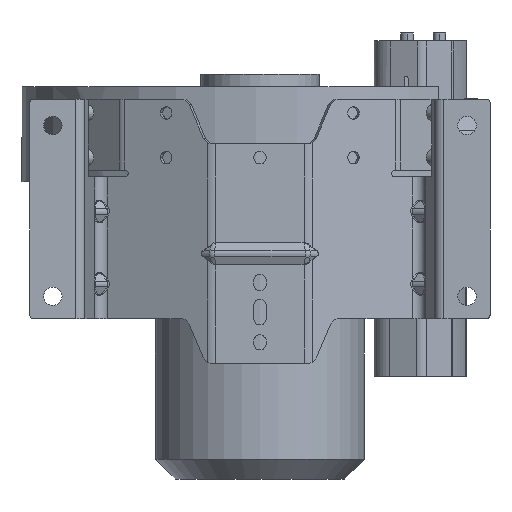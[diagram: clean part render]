
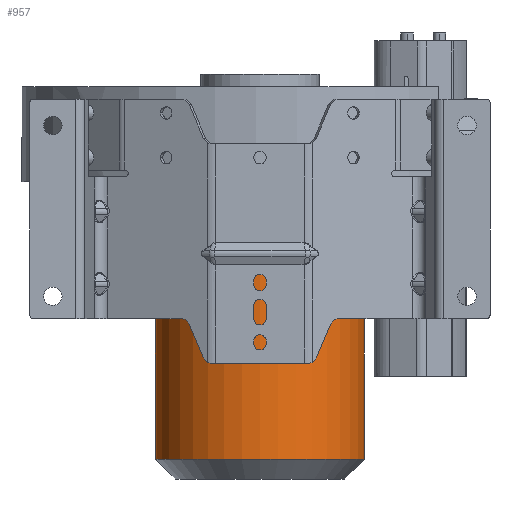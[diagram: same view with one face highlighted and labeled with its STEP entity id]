
A CAD part, front view. The second image highlights one B-rep face of the part: STEP entity #957.
In plain terms, the highlighted cylindrical face has radius 79.5 mm (diameter 159 mm), a partial arc.
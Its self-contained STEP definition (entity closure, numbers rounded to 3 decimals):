
#473=FACE_OUTER_BOUND('',#2124,.T.);
#957=ADVANCED_FACE('',(#473),#1472,.T.);
#1472=CYLINDRICAL_SURFACE('',#9047,79.5);
#2124=EDGE_LOOP('',(#3857,#3858,#3859,#3860));
#2711=LINE('',#12208,#3278);
#2712=LINE('',#12212,#3279);
#3278=VECTOR('',#9909,1.);
#3279=VECTOR('',#9912,1.);
#3857=ORIENTED_EDGE('',*,*,#7346,.F.);
#3858=ORIENTED_EDGE('',*,*,#7357,.T.);
#3859=ORIENTED_EDGE('',*,*,#7348,.T.);
#3860=ORIENTED_EDGE('',*,*,#7356,.T.);
#6493=VERTEX_POINT('',#12206);
#6494=VERTEX_POINT('',#12207);
#6495=VERTEX_POINT('',#12209);
#6496=VERTEX_POINT('',#12211);
#7346=EDGE_CURVE('',#6494,#6495,#2711,.T.);
#7348=EDGE_CURVE('',#6493,#6496,#2712,.T.);
#7356=EDGE_CURVE('',#6496,#6495,#8672,.T.);
#7357=EDGE_CURVE('',#6494,#6493,#8673,.T.);
#8672=CIRCLE('',#9044,79.5);
#8673=CIRCLE('',#9046,79.5);
#9044=AXIS2_PLACEMENT_3D('',#12261,#9921,#9922);
#9046=AXIS2_PLACEMENT_3D('',#12263,#9925,#9926);
#9047=AXIS2_PLACEMENT_3D('',#12264,#9927,#9928);
#9909=DIRECTION('',(0.,0.,-1.));
#9912=DIRECTION('',(0.,0.,-1.));
#9921=DIRECTION('',(0.,0.,1.));
#9922=DIRECTION('',(-1.,0.,0.));
#9925=DIRECTION('',(0.,0.,-1.));
#9926=DIRECTION('',(-1.,0.,0.));
#9927=DIRECTION('',(0.,0.,-1.));
#9928=DIRECTION('',(1.,0.,0.));
#12206=CARTESIAN_POINT('',(-79.5,0.,-35.13));
#12207=CARTESIAN_POINT('',(79.5,0.,-35.13));
#12208=CARTESIAN_POINT('',(79.5,0.,-35.13));
#12209=CARTESIAN_POINT('',(79.5,0.,-246.4));
#12211=CARTESIAN_POINT('',(-79.5,0.,-246.4));
#12212=CARTESIAN_POINT('',(-79.5,0.,-35.13));
#12261=CARTESIAN_POINT('',(0.,0.,-246.4));
#12263=CARTESIAN_POINT('',(0.,0.,-35.13));
#12264=CARTESIAN_POINT('',(0.,0.,-35.13));
